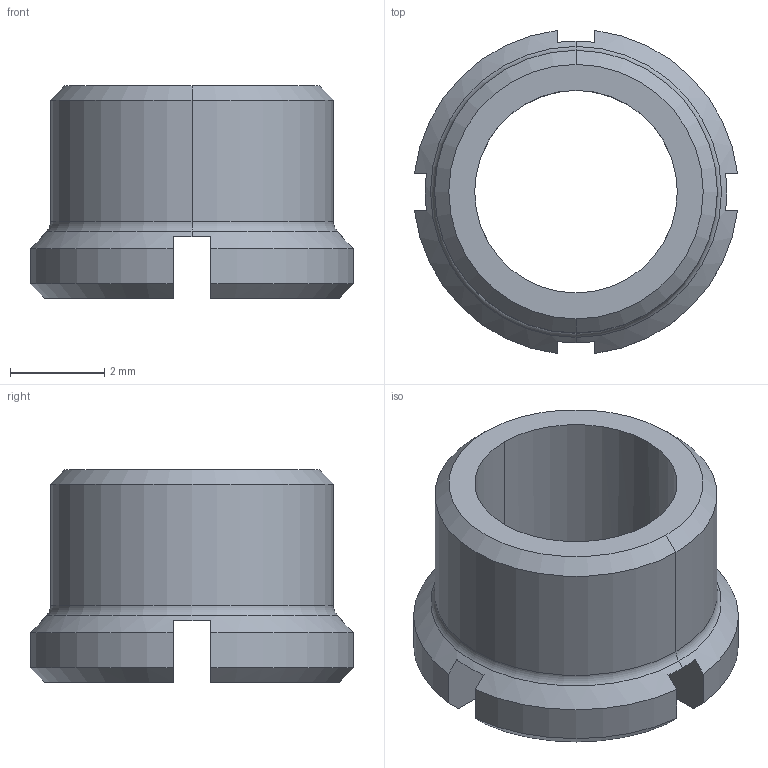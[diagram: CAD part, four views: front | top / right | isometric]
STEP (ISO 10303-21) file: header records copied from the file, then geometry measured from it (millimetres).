
FILE_DESCRIPTION(/* description */ (''),/* implementation_level */ '2;1');
FILE_NAME(/* name */ 'JSS6.stp',/* time_stamp */ '2022-02-03T10:48:31+09:00',/* author */ (''),/* organization */ (''),/* preprocessor_version */ 'ST-DEVELOPER v16',/* originating_system */ 'SIEMENS PLM Software NX 10.0',/* authorisation */ '');
FILE_SCHEMA (('AUTOMOTIVE_DESIGN { 1 0 10303 214 3 1 1 1 }'));
Length unit declared in the file: millimetre
Products named in the file (1): JSS6
Bounding box: 6.85 x 6.85 x 4.5 mm (x, y, z)
Volume: 66.6 mm3; surface area: 186.2 mm2
Topology: 1 solids, 1 shells, 35 faces, 96 edges, 63 vertices
Faces by surface type: plane 17, cone 8, cylinder 8, torus 2
Entity records: 1226 total; most frequent: CARTESIAN_POINT 277, DIRECTION 196, ORIENTED_EDGE 192, EDGE_CURVE 96, AXIS2_PLACEMENT_3D 78, VERTEX_POINT 62, LINE 40, VECTOR 40
